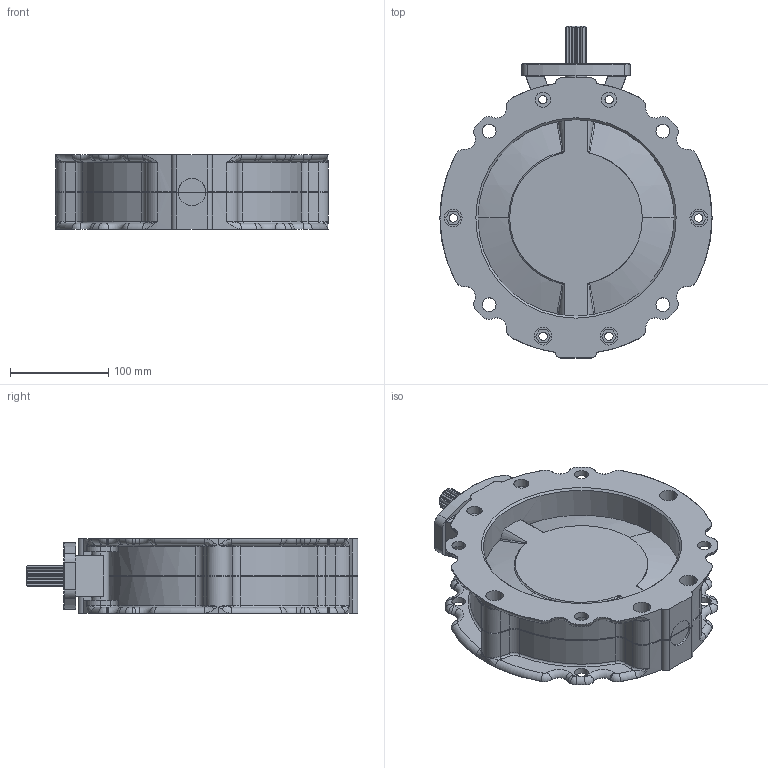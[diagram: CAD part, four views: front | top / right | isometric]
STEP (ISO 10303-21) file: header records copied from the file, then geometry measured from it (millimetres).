
FILE_DESCRIPTION (( 'STEP AP214' ), '1' );
FILE_NAME ('SCBF-BV2-6JA-200.step', '2025-09-25T05:50:05', ( 'KTP' ), ( '' ), 'SwSTEP 2.0', 'SolidWorks 2021', '' );
FILE_SCHEMA (( 'AUTOMOTIVE_DESIGN' ));
Length unit declared in the file: millimetre
Products named in the file (1): SCBF-BV2-6JA-200
Bounding box: 277 x 338 x 76 mm (x, y, z)
Volume: 2123305.9 mm3; surface area: 388483.1 mm2
Topology: 4 solids, 4 shells, 774 faces, 1953 edges, 1180 vertices
Faces by surface type: cylinder 305, torus 187, plane 170, bspline 60, cone 46, sphere 6
Entity records: 28232 total; most frequent: CARTESIAN_POINT 8016, DIRECTION 4212, ORIENTED_EDGE 3842, EDGE_CURVE 1921, AXIS2_PLACEMENT_3D 1764, VERTEX_POINT 1180, CIRCLE 1049, EDGE_LOOP 849
